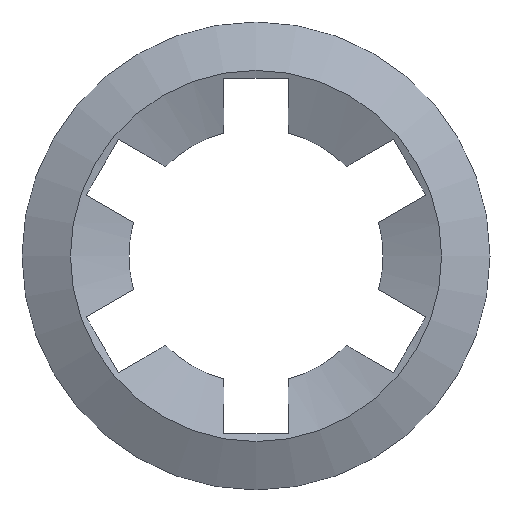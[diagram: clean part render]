
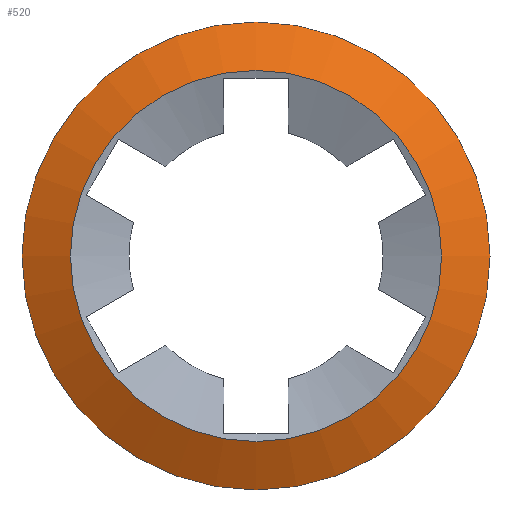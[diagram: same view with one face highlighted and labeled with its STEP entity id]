
A CAD part, front view. The second image highlights one B-rep face of the part: STEP entity #520.
In plain terms, the highlighted conical face has half-angle 64.65 degrees and reference radius 7.366 mm.
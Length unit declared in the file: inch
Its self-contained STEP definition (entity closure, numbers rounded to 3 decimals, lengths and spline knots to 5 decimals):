
#126=FACE_BOUND($,#163,.T.);
#132=FACE_OUTER_BOUND($,#162,.T.);
#162=EDGE_LOOP($,(#353));
#163=EDGE_LOOP($,(#354));
#198=CIRCLE($,#554,0.23);
#199=CIRCLE($,#555,0.29);
#215=VERTEX_POINT($,#722);
#216=VERTEX_POINT($,#724);
#272=EDGE_CURVE($,#215,#215,#198,.T.);
#273=EDGE_CURVE($,#216,#216,#199,.T.);
#353=ORIENTED_EDGE($,*,*,#272,.F.);
#354=ORIENTED_EDGE($,*,*,#273,.T.);
#515=CONICAL_SURFACE($,#553,0.29,64.65);
#520=ADVANCED_FACE($,(#132,#126),#515,.T.);
#553=AXIS2_PLACEMENT_3D($,#721,#602,#603);
#554=AXIS2_PLACEMENT_3D($,#723,#604,#605);
#555=AXIS2_PLACEMENT_3D($,#725,#606,#607);
#602=DIRECTION('center_axis',(0.,1.,0.));
#603=DIRECTION('ref_axis',(0.,0.,1.));
#604=DIRECTION('center_axis',(0.,-1.,0.));
#605=DIRECTION('ref_axis',(0.,0.,
-1.));
#606=DIRECTION('center_axis',(0.,-1.,0.));
#607=DIRECTION('ref_axis',(0.,0.,
-1.));
#721=CARTESIAN_POINT('Origin',(0.,0.02843,0.));
#722=CARTESIAN_POINT('',(0.,0.,0.23));
#723=CARTESIAN_POINT('Origin',(0.,0.,0.));
#724=CARTESIAN_POINT('',(0.,0.02843,0.29));
#725=CARTESIAN_POINT('Origin',(0.,0.02843,0.));
